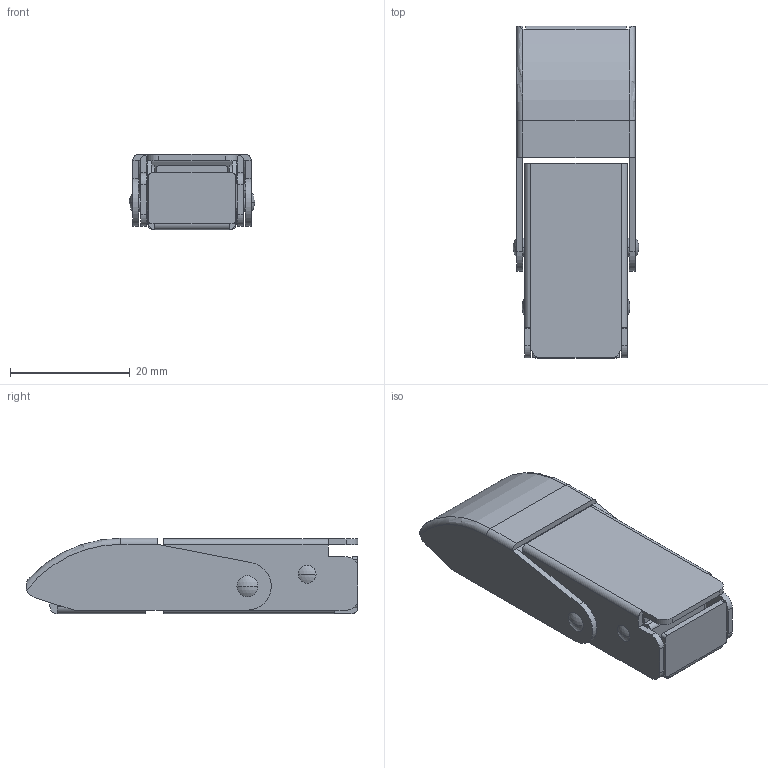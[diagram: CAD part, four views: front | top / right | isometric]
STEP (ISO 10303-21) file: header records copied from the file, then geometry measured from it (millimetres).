
FILE_DESCRIPTION (( 'STEP AP214' ), '1' );
FILE_NAME ('TL_406.STEP', '2015-08-24T04:27:26', ( '' ), ( '' ), 'SwSTEP 2.0', 'SolidWorks 2015', '' );
FILE_SCHEMA (( 'AUTOMOTIVE_DESIGN' ));
Length unit declared in the file: millimetre
Products named in the file (5): keeper; base; arm; lever; TL_406
Assembly tree (4 placements, depth 2):
  TL_406
    lever
    arm
    base
    keeper
Bounding box: 21 x 55.5 x 12.6 mm (x, y, z)
Volume: 4315.4 mm3; surface area: 9067.1 mm2
Topology: 4 solids, 4 shells, 245 faces, 655 edges, 422 vertices
Faces by surface type: plane 126, cylinder 109, sphere 8, torus 2
Entity records: 7937 total; most frequent: DIRECTION 1393, CARTESIAN_POINT 1351, ORIENTED_EDGE 1310, EDGE_CURVE 655, AXIS2_PLACEMENT_3D 488, VERTEX_POINT 422, VECTOR 417, LINE 417
